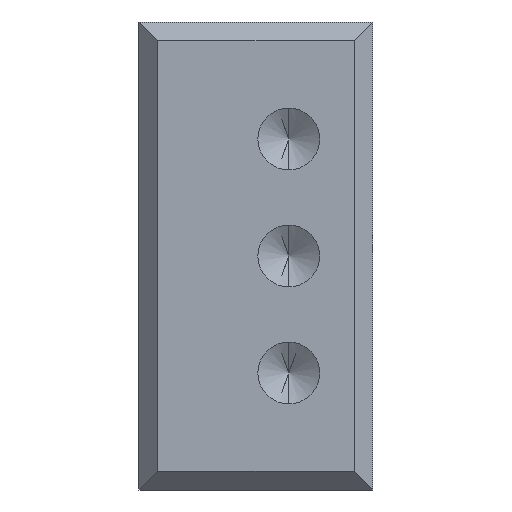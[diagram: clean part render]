
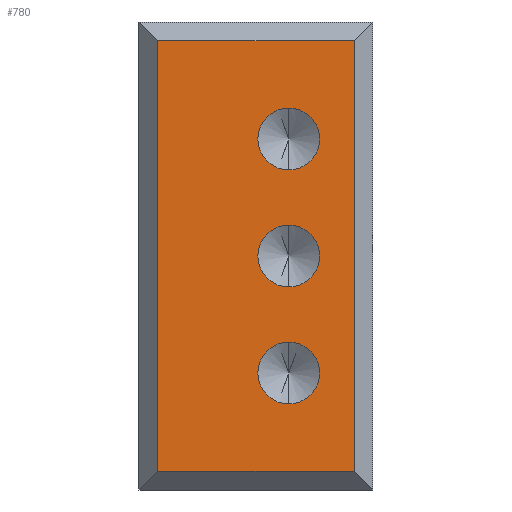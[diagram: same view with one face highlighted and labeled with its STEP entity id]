
A CAD part, front view. The second image highlights one B-rep face of the part: STEP entity #780.
In plain terms, the highlighted planar face has unit normal (0, -1, 0).
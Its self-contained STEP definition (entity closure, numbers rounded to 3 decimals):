
#22 = VECTOR ( 'NONE', #723, 1000. ) ;
#26 = EDGE_CURVE ( 'NONE', #1090, #252, #190, .T. ) ;
#59 = DIRECTION ( 'NONE',  ( 0., -1., 0. ) ) ;
#60 = EDGE_CURVE ( 'NONE', #446, #1090, #1353, .T. ) ;
#82 = FACE_BOUND ( 'NONE', #1634, .T. ) ;
#127 = EDGE_LOOP ( 'NONE', ( #411, #1056 ) ) ;
#128 = DIRECTION ( 'NONE',  ( 0., 0., -1. ) ) ;
#154 = ORIENTED_EDGE ( 'NONE', *, *, #473, .T. ) ;
#161 = EDGE_CURVE ( 'NONE', #922, #1573, #1598, .T. ) ;
#176 = ORIENTED_EDGE ( 'NONE', *, *, #1273, .F. ) ;
#178 = AXIS2_PLACEMENT_3D ( 'NONE', #716, #1509, #1488 ) ;
#185 = DIRECTION ( 'NONE',  ( 0., -1., 0. ) ) ;
#186 = ORIENTED_EDGE ( 'NONE', *, *, #628, .F. ) ;
#190 = LINE ( 'NONE', #832, #22 ) ;
#252 = VERTEX_POINT ( 'NONE', #1229 ) ;
#288 = DIRECTION ( 'NONE',  ( -1., 0., 0. ) ) ;
#301 = ORIENTED_EDGE ( 'NONE', *, *, #60, .T. ) ;
#310 = DIRECTION ( 'NONE',  ( 0., 0., 1. ) ) ;
#313 = CIRCLE ( 'NONE', #1593, 1.65 ) ;
#322 = EDGE_LOOP ( 'NONE', ( #186, #457 ) ) ;
#370 = CARTESIAN_POINT ( 'NONE',  ( 1., -12.5, 1. ) ) ;
#411 = ORIENTED_EDGE ( 'NONE', *, *, #1637, .F. ) ;
#439 = EDGE_CURVE ( 'NONE', #696, #706, #1494, .T. ) ;
#446 = VERTEX_POINT ( 'NONE', #370 ) ;
#457 = ORIENTED_EDGE ( 'NONE', *, *, #586, .F. ) ;
#473 = EDGE_CURVE ( 'NONE', #252, #1397, #924, .T. ) ;
#500 = VERTEX_POINT ( 'NONE', #1333 ) ;
#567 = CARTESIAN_POINT ( 'NONE',  ( 8., -12.5, 10.85 ) ) ;
#574 = PLANE ( 'NONE',  #607 ) ;
#586 = EDGE_CURVE ( 'NONE', #500, #855, #1113, .T. ) ;
#607 = AXIS2_PLACEMENT_3D ( 'NONE', #1393, #1239, #310 ) ;
#628 = EDGE_CURVE ( 'NONE', #855, #500, #917, .T. ) ;
#646 = ORIENTED_EDGE ( 'NONE', *, *, #26, .T. ) ;
#652 = DIRECTION ( 'NONE',  ( 0., 0., -1. ) ) ;
#696 = VERTEX_POINT ( 'NONE', #1079 ) ;
#706 = VERTEX_POINT ( 'NONE', #567 ) ;
#714 = CARTESIAN_POINT ( 'NONE',  ( 12.5, -12.5, 1. ) ) ;
#716 = CARTESIAN_POINT ( 'NONE',  ( 8., -12.5, 6.25 ) ) ;
#720 = FACE_OUTER_BOUND ( 'NONE', #1368, .T. ) ;
#723 = DIRECTION ( 'NONE',  ( 0., 0., 1. ) ) ;
#780 = ADVANCED_FACE ( 'NONE', ( #1504, #1120, #82, #720 ), #574, .F. ) ;
#817 = DIRECTION ( 'NONE',  ( 0., -1., 0. ) ) ;
#832 = CARTESIAN_POINT ( 'NONE',  ( 11.5, -12.5, 25. ) ) ;
#854 = AXIS2_PLACEMENT_3D ( 'NONE', #1392, #1225, #1274 ) ;
#855 = VERTEX_POINT ( 'NONE', #996 ) ;
#908 = ORIENTED_EDGE ( 'NONE', *, *, #161, .F. ) ;
#909 = CARTESIAN_POINT ( 'NONE',  ( 11.5, -12.5, 1. ) ) ;
#917 = CIRCLE ( 'NONE', #178, 1.65 ) ;
#922 = VERTEX_POINT ( 'NONE', #1252 ) ;
#923 = CIRCLE ( 'NONE', #854, 1.65 ) ;
#924 = LINE ( 'NONE', #1048, #1524 ) ;
#932 = CARTESIAN_POINT ( 'NONE',  ( 1., -12.5, 24. ) ) ;
#957 = EDGE_CURVE ( 'NONE', #1397, #446, #1662, .T. ) ;
#996 = CARTESIAN_POINT ( 'NONE',  ( 8., -12.5, 4.6 ) ) ;
#1013 = CARTESIAN_POINT ( 'NONE',  ( 8., -12.5, 12.5 ) ) ;
#1045 = VECTOR ( 'NONE', #128, 1000. ) ;
#1048 = CARTESIAN_POINT ( 'NONE',  ( 12.5, -12.5, 24. ) ) ;
#1056 = ORIENTED_EDGE ( 'NONE', *, *, #439, .F. ) ;
#1079 = CARTESIAN_POINT ( 'NONE',  ( 8., -12.5, 14.15 ) ) ;
#1084 = DIRECTION ( 'NONE',  ( 0., 0., -1. ) ) ;
#1090 = VERTEX_POINT ( 'NONE', #909 ) ;
#1092 = DIRECTION ( 'NONE',  ( 1., 0., 0. ) ) ;
#1113 = CIRCLE ( 'NONE', #1185, 1.65 ) ;
#1120 = FACE_BOUND ( 'NONE', #322, .T. ) ;
#1159 = CARTESIAN_POINT ( 'NONE',  ( 1., -12.5, 25. ) ) ;
#1168 = ORIENTED_EDGE ( 'NONE', *, *, #957, .T. ) ;
#1185 = AXIS2_PLACEMENT_3D ( 'NONE', #1473, #185, #1084 ) ;
#1225 = DIRECTION ( 'NONE',  ( 0., -1., 0. ) ) ;
#1229 = CARTESIAN_POINT ( 'NONE',  ( 11.5, -12.5, 24. ) ) ;
#1232 = CARTESIAN_POINT ( 'NONE',  ( 8., -12.5, 12.5 ) ) ;
#1239 = DIRECTION ( 'NONE',  ( 0., 1., 0. ) ) ;
#1252 = CARTESIAN_POINT ( 'NONE',  ( 8., -12.5, 17.1 ) ) ;
#1273 = EDGE_CURVE ( 'NONE', #1573, #922, #923, .T. ) ;
#1274 = DIRECTION ( 'NONE',  ( 0., 0., -1. ) ) ;
#1309 = CARTESIAN_POINT ( 'NONE',  ( 8., -12.5, 20.4 ) ) ;
#1322 = CARTESIAN_POINT ( 'NONE',  ( 8., -12.5, 18.75 ) ) ;
#1333 = CARTESIAN_POINT ( 'NONE',  ( 8., -12.5, 7.9 ) ) ;
#1336 = VECTOR ( 'NONE', #1092, 1000. ) ;
#1353 = LINE ( 'NONE', #714, #1336 ) ;
#1368 = EDGE_LOOP ( 'NONE', ( #1168, #301, #646, #154 ) ) ;
#1381 = DIRECTION ( 'NONE',  ( 0., 0., -1. ) ) ;
#1392 = CARTESIAN_POINT ( 'NONE',  ( 8., -12.5, 18.75 ) ) ;
#1393 = CARTESIAN_POINT ( 'NONE',  ( 12.5, -12.5, 25. ) ) ;
#1397 = VERTEX_POINT ( 'NONE', #932 ) ;
#1473 = CARTESIAN_POINT ( 'NONE',  ( 8., -12.5, 6.25 ) ) ;
#1488 = DIRECTION ( 'NONE',  ( 0., 0., -1. ) ) ;
#1494 = CIRCLE ( 'NONE', #1656, 1.65 ) ;
#1504 = FACE_BOUND ( 'NONE', #127, .T. ) ;
#1509 = DIRECTION ( 'NONE',  ( 0., -1., 0. ) ) ;
#1518 = DIRECTION ( 'NONE',  ( 0., -1., 0. ) ) ;
#1524 = VECTOR ( 'NONE', #288, 1000. ) ;
#1573 = VERTEX_POINT ( 'NONE', #1309 ) ;
#1593 = AXIS2_PLACEMENT_3D ( 'NONE', #1232, #59, #1381 ) ;
#1598 = CIRCLE ( 'NONE', #1629, 1.65 ) ;
#1629 = AXIS2_PLACEMENT_3D ( 'NONE', #1322, #817, #652 ) ;
#1634 = EDGE_LOOP ( 'NONE', ( #908, #176 ) ) ;
#1637 = EDGE_CURVE ( 'NONE', #706, #696, #313, .T. ) ;
#1656 = AXIS2_PLACEMENT_3D ( 'NONE', #1013, #1518, #1670 ) ;
#1662 = LINE ( 'NONE', #1159, #1045 ) ;
#1670 = DIRECTION ( 'NONE',  ( 0., 0., -1. ) ) ;
